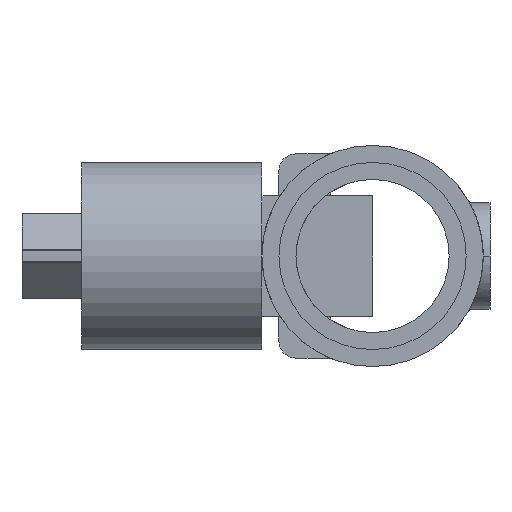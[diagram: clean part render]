
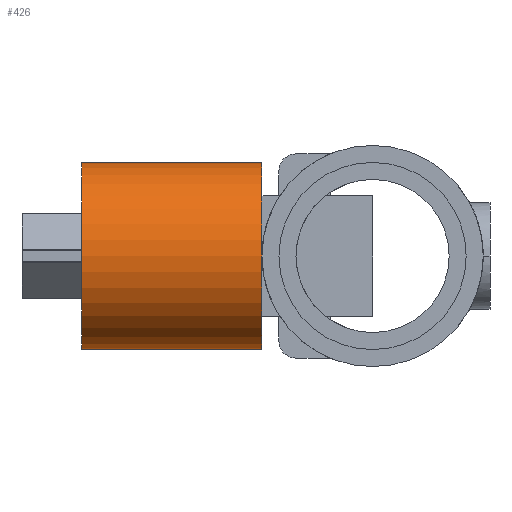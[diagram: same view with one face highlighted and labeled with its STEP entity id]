
A CAD part, left-side view. The second image highlights one B-rep face of the part: STEP entity #426.
In plain terms, the highlighted cylindrical face has radius 55 mm (diameter 110 mm), a partial arc.
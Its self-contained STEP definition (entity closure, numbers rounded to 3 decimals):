
#70 = DIRECTION ( 'NONE',  ( 0., 0., 1. ) ) ;
#129 = FACE_OUTER_BOUND ( 'NONE', #737, .T. ) ;
#225 = ORIENTED_EDGE ( 'NONE', *, *, #1166, .T. ) ;
#232 = VECTOR ( 'NONE', #682, 1000. ) ;
#257 = LINE ( 'NONE', #268, #1741 ) ;
#268 = CARTESIAN_POINT ( 'NONE',  ( 0., 65.01, -55. ) ) ;
#358 = VERTEX_POINT ( 'NONE', #2136 ) ;
#364 = EDGE_CURVE ( 'NONE', #358, #2035, #257, .T. ) ;
#426 = ADVANCED_FACE ( 'NONE', ( #129 ), #1503, .T. ) ;
#444 = CARTESIAN_POINT ( 'NONE',  ( 0., 171.01, 55. ) ) ;
#457 = EDGE_CURVE ( 'NONE', #1453, #1208, #995, .T. ) ;
#474 = DIRECTION ( 'NONE',  ( 0., 1., 0. ) ) ;
#531 = CIRCLE ( 'NONE', #1169, 55. ) ;
#621 = CARTESIAN_POINT ( 'NONE',  ( 0., 65.01, 0. ) ) ;
#682 = DIRECTION ( 'NONE',  ( 0., 1., 0. ) ) ;
#737 = EDGE_LOOP ( 'NONE', ( #1084, #225, #828, #1607 ) ) ;
#777 = CARTESIAN_POINT ( 'NONE',  ( 0., 65.01, 55. ) ) ;
#828 = ORIENTED_EDGE ( 'NONE', *, *, #457, .T. ) ;
#995 = LINE ( 'NONE', #1681, #232 ) ;
#1084 = ORIENTED_EDGE ( 'NONE', *, *, #364, .F. ) ;
#1130 = CARTESIAN_POINT ( 'NONE',  ( 0., 171.01, 0. ) ) ;
#1162 = DIRECTION ( 'NONE',  ( 0., 0., 1. ) ) ;
#1166 = EDGE_CURVE ( 'NONE', #358, #1453, #531, .T. ) ;
#1169 = AXIS2_PLACEMENT_3D ( 'NONE', #621, #1956, #70 ) ;
#1208 = VERTEX_POINT ( 'NONE', #444 ) ;
#1211 = CARTESIAN_POINT ( 'NONE',  ( 0., 65.01, 0. ) ) ;
#1399 = CARTESIAN_POINT ( 'NONE',  ( 0., 171.01, -55. ) ) ;
#1437 = AXIS2_PLACEMENT_3D ( 'NONE', #1130, #1659, #1647 ) ;
#1453 = VERTEX_POINT ( 'NONE', #777 ) ;
#1470 = CIRCLE ( 'NONE', #1437, 55. ) ;
#1503 = CYLINDRICAL_SURFACE ( 'NONE', #1990, 55. ) ;
#1607 = ORIENTED_EDGE ( 'NONE', *, *, #1951, .F. ) ;
#1647 = DIRECTION ( 'NONE',  ( 0., 0., 1. ) ) ;
#1659 = DIRECTION ( 'NONE',  ( 0., 1., 0. ) ) ;
#1681 = CARTESIAN_POINT ( 'NONE',  ( 0., 65.01, 55. ) ) ;
#1741 = VECTOR ( 'NONE', #474, 1000. ) ;
#1887 = DIRECTION ( 'NONE',  ( 0., 1., 0. ) ) ;
#1951 = EDGE_CURVE ( 'NONE', #2035, #1208, #1470, .T. ) ;
#1956 = DIRECTION ( 'NONE',  ( 0., 1., 0. ) ) ;
#1990 = AXIS2_PLACEMENT_3D ( 'NONE', #1211, #1887, #1162 ) ;
#2035 = VERTEX_POINT ( 'NONE', #1399 ) ;
#2136 = CARTESIAN_POINT ( 'NONE',  ( 0., 65.01, -55. ) ) ;
